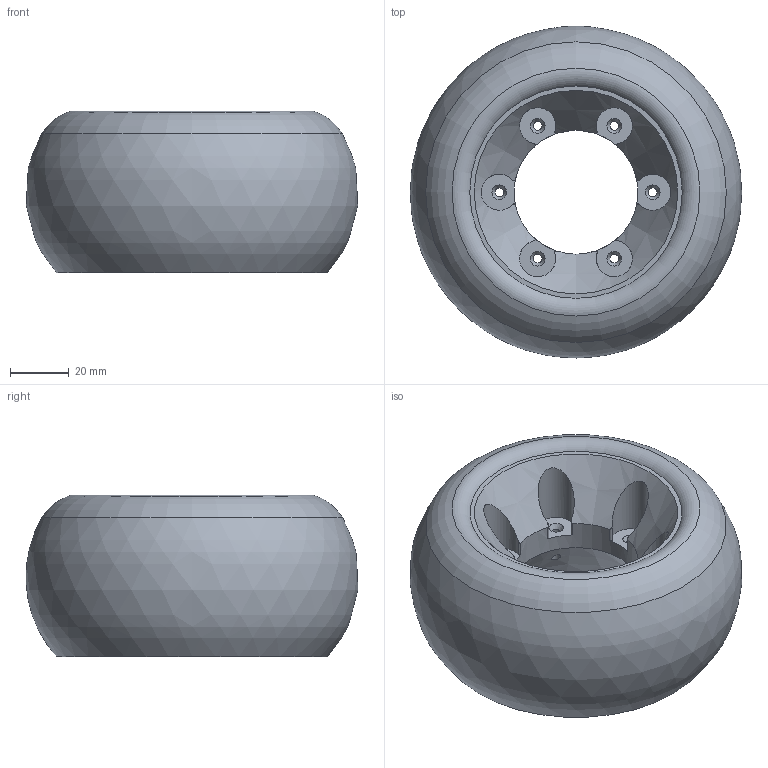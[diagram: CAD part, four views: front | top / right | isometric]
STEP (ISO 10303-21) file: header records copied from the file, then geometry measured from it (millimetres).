
FILE_DESCRIPTION((''),'2;1');
FILE_NAME('Palmiga_ORC_Tire_without-tracks.stp','2014-11-03T14:00:31',('tpm'),(''),'Autodesk Inventor 2012','Autodesk Inventor 2012','');
FILE_SCHEMA(('AUTOMOTIVE_DESIGN { 1 0 10303 214 1 1 1 1 }'));
Length unit declared in the file: millimetre
Products named in the file (1): Palmiga_ORC_SnowDirt-Tire
Bounding box: 112.34 x 112.55 x 54.79 mm (x, y, z)
Volume: 155655.7 mm3; surface area: 69558.4 mm2
Topology: 1 solids, 2 shells, 52 faces, 137 edges, 88 vertices
Faces by surface type: cylinder 26, cone 10, plane 9, torus 5, bspline 2
Full cylindrical faces by diameter (mm): 3 x6, 42 x1, 75 x1
Entity records: 2124 total; most frequent: CARTESIAN_POINT 933, DIRECTION 240, ORIENTED_EDGE 210, AXIS2_PLACEMENT_3D 108, EDGE_CURVE 105, EDGE_LOOP 92, VERTEX_POINT 81, CIRCLE 57
